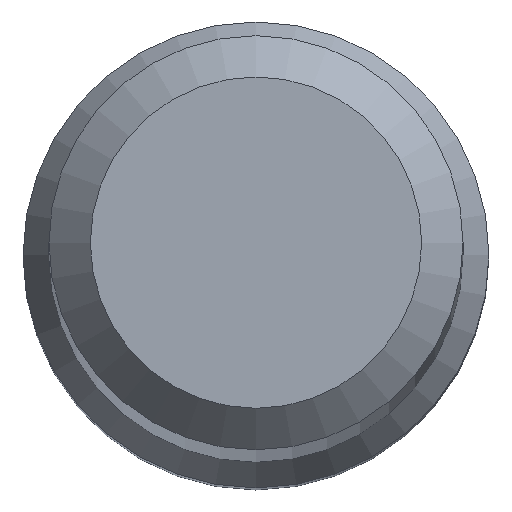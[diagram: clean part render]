
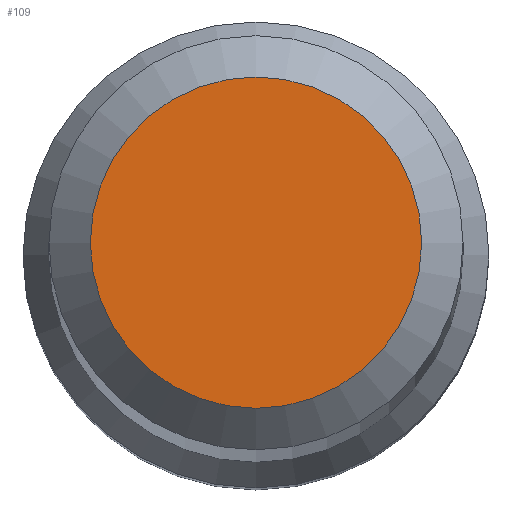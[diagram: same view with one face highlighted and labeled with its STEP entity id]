
A CAD part, top view. The second image highlights one B-rep face of the part: STEP entity #109.
In plain terms, the highlighted planar face has unit normal (0, 0, 1).
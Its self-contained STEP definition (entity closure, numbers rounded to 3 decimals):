
#3 = DIRECTION ( 'NONE',  ( 0., 1., 0. ) ) ;
#21 = DIRECTION ( 'NONE',  ( 0., 0., -1. ) ) ;
#90 = CIRCLE ( 'NONE', #113, 1.6 ) ;
#99 = DIRECTION ( 'NONE',  ( 0., 1., 0. ) ) ;
#100 = VERTEX_POINT ( 'NONE', #139 ) ;
#109 = ADVANCED_FACE ( 'NONE', ( #190 ), #174, .F. ) ;
#113 = AXIS2_PLACEMENT_3D ( 'NONE', #206, #21, #99 ) ;
#139 = CARTESIAN_POINT ( 'NONE',  ( 0., 1.6, 80. ) ) ;
#146 = ORIENTED_EDGE ( 'NONE', *, *, #178, .F. ) ;
#148 = DIRECTION ( 'NONE',  ( 0., 0., -1. ) ) ;
#174 = PLANE ( 'NONE',  #182 ) ;
#178 = EDGE_CURVE ( 'NONE', #100, #100, #90, .T. ) ;
#181 = EDGE_LOOP ( 'NONE', ( #146 ) ) ;
#182 = AXIS2_PLACEMENT_3D ( 'NONE', #196, #148, #3 ) ;
#190 = FACE_OUTER_BOUND ( 'NONE', #181, .T. ) ;
#196 = CARTESIAN_POINT ( 'NONE',  ( 0., 0., 80. ) ) ;
#206 = CARTESIAN_POINT ( 'NONE',  ( 0., 0., 80. ) ) ;
